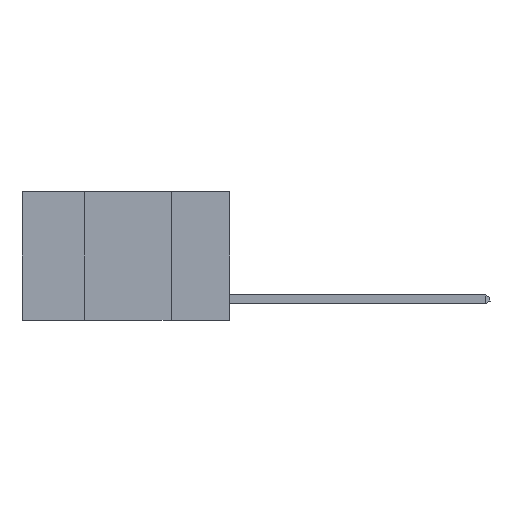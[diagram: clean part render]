
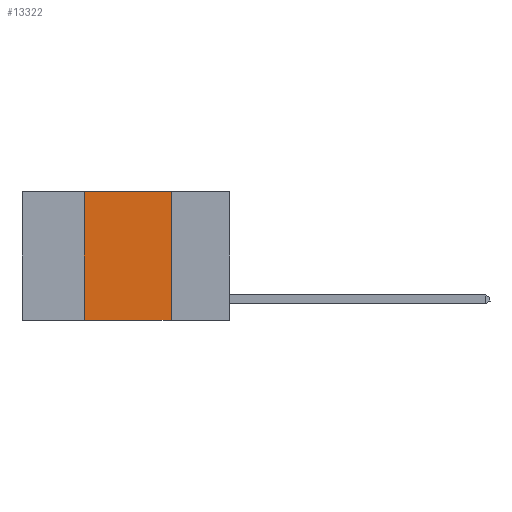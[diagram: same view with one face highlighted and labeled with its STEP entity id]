
A CAD part, left-side view. The second image highlights one B-rep face of the part: STEP entity #13322.
In plain terms, the highlighted planar face has unit normal (-1, 0, 0).
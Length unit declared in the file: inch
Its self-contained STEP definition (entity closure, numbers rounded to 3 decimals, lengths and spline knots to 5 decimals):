
#586 = ORIENTED_EDGE ( 'NONE', *, *, #5579, .F. ) ;
#1001 = CARTESIAN_POINT ( 'NONE',  ( 0., 0.42, -0.37 ) ) ;
#1036 = EDGE_CURVE ( 'NONE', #20902, #11285, #1401, .T. ) ;
#1148 = EDGE_LOOP ( 'NONE', ( #5998, #586, #15500, #21812 ) ) ;
#1216 = LINE ( 'NONE', #15032, #5399 ) ;
#1401 = LINE ( 'NONE', #10035, #8806 ) ;
#1797 = DIRECTION ( 'NONE',  ( 0., -1., 0. ) ) ;
#2064 = DIRECTION ( 'NONE',  ( 0., 0., -1. ) ) ;
#2281 = DIRECTION ( 'NONE',  ( 1., 0., 0. ) ) ;
#2384 = VERTEX_POINT ( 'NONE', #1001 ) ;
#2557 = CARTESIAN_POINT ( 'NONE',  ( 0., 0.6, -0.37 ) ) ;
#2919 = VECTOR ( 'NONE', #18706, 39.37008 ) ;
#5155 = AXIS2_PLACEMENT_3D ( 'NONE', #18082, #2281, #2064 ) ;
#5399 = VECTOR ( 'NONE', #20577, 39.37008 ) ;
#5579 = EDGE_CURVE ( 'NONE', #18940, #20902, #20807, .T. ) ;
#5998 = ORIENTED_EDGE ( 'NONE', *, *, #1036, .F. ) ;
#8806 = VECTOR ( 'NONE', #13361, 39.37008 ) ;
#9196 = CARTESIAN_POINT ( 'NONE',  ( 0., 0.17, 0. ) ) ;
#10035 = CARTESIAN_POINT ( 'NONE',  ( 0., 0.17, 0. ) ) ;
#11285 = VERTEX_POINT ( 'NONE', #20418 ) ;
#11291 = EDGE_CURVE ( 'NONE', #2384, #11285, #15101, .T. ) ;
#11744 = CARTESIAN_POINT ( 'NONE',  ( 0., 0.42, 0. ) ) ;
#12904 = VECTOR ( 'NONE', #1797, 39.37008 ) ;
#13322 = ADVANCED_FACE ( 'NONE', ( #21545 ), #21434, .F. ) ;
#13361 = DIRECTION ( 'NONE',  ( 0., 0., -1. ) ) ;
#15032 = CARTESIAN_POINT ( 'NONE',  ( 0., 0.42, 0. ) ) ;
#15101 = LINE ( 'NONE', #2557, #2919 ) ;
#15500 = ORIENTED_EDGE ( 'NONE', *, *, #22716, .F. ) ;
#17581 = CARTESIAN_POINT ( 'NONE',  ( 0., 0.6, 0. ) ) ;
#18082 = CARTESIAN_POINT ( 'NONE',  ( 0., 0.6, 0. ) ) ;
#18706 = DIRECTION ( 'NONE',  ( 0., -1., 0. ) ) ;
#18940 = VERTEX_POINT ( 'NONE', #11744 ) ;
#20418 = CARTESIAN_POINT ( 'NONE',  ( 0., 0.17, -0.37 ) ) ;
#20577 = DIRECTION ( 'NONE',  ( 0., 0., 1. ) ) ;
#20807 = LINE ( 'NONE', #17581, #12904 ) ;
#20902 = VERTEX_POINT ( 'NONE', #9196 ) ;
#21434 = PLANE ( 'NONE',  #5155 ) ;
#21545 = FACE_OUTER_BOUND ( 'NONE', #1148, .T. ) ;
#21812 = ORIENTED_EDGE ( 'NONE', *, *, #11291, .T. ) ;
#22716 = EDGE_CURVE ( 'NONE', #2384, #18940, #1216, .T. ) ;
